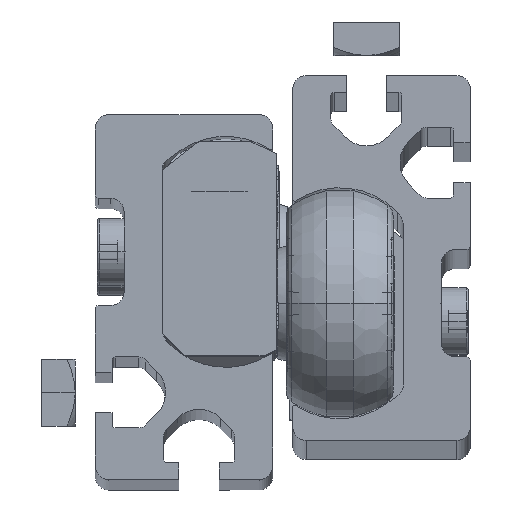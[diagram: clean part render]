
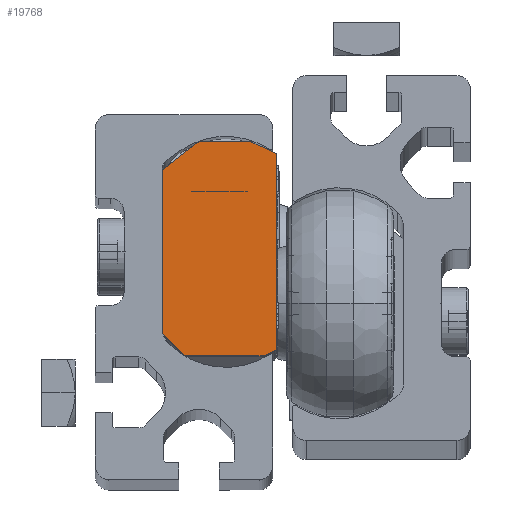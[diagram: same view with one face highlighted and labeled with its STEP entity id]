
A CAD part, top view. The second image highlights one B-rep face of the part: STEP entity #19768.
In plain terms, the highlighted face is planar.
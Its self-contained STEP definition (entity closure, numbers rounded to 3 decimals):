
#1550 = CARTESIAN_POINT ( 'NONE',  ( 19., -15.5, 5.2 ) ) ;
#1733 = VECTOR ( 'NONE', #12296, 1000. ) ;
#1796 = EDGE_CURVE ( 'NONE', #5557, #6353, #19372, .T. ) ;
#2017 = VERTEX_POINT ( 'NONE', #1550 ) ;
#2834 = VECTOR ( 'NONE', #6964, 1000. ) ;
#2837 = AXIS2_PLACEMENT_3D ( 'NONE', #3949, #12701, #14610 ) ;
#3453 = EDGE_CURVE ( 'NONE', #9945, #12717, #22487, .T. ) ;
#3507 = EDGE_LOOP ( 'NONE', ( #18626, #9526, #6089, #20482, #19832, #11605, #21700, #22690 ) ) ;
#3949 = CARTESIAN_POINT ( 'NONE',  ( 19., 1.5, 22.2 ) ) ;
#4078 = EDGE_CURVE ( 'NONE', #7459, #16629, #12542, .T. ) ;
#4159 = EDGE_CURVE ( 'NONE', #2017, #11089, #7263, .T. ) ;
#4205 = CARTESIAN_POINT ( 'NONE',  ( 19., 12.203, 8.5 ) ) ;
#4317 = CARTESIAN_POINT ( 'NONE',  ( 19., 16.5, -4.6 ) ) ;
#4398 = VECTOR ( 'NONE', #17621, 1000. ) ;
#4680 = VECTOR ( 'NONE', #17348, 1000. ) ;
#5557 = VERTEX_POINT ( 'NONE', #13010 ) ;
#5852 = EDGE_CURVE ( 'NONE', #16629, #11089, #14756, .T. ) ;
#5887 = CARTESIAN_POINT ( 'NONE',  ( 19., -15.5, -6.7 ) ) ;
#6089 = ORIENTED_EDGE ( 'NONE', *, *, #20879, .T. ) ;
#6353 = VERTEX_POINT ( 'NONE', #4205 ) ;
#6503 = LINE ( 'NONE', #8197, #4398 ) ;
#6756 = VECTOR ( 'NONE', #14667, 1000. ) ;
#6964 = DIRECTION ( 'NONE',  ( 0., -0.707, -0.707 ) ) ;
#7263 = LINE ( 'NONE', #19700, #6756 ) ;
#7459 = VERTEX_POINT ( 'NONE', #21554 ) ;
#7461 = VECTOR ( 'NONE', #12978, 1000. ) ;
#8197 = CARTESIAN_POINT ( 'NONE',  ( 19., 16.5, -4.6 ) ) ;
#8449 = EDGE_CURVE ( 'NONE', #9945, #7459, #6503, .T. ) ;
#9526 = ORIENTED_EDGE ( 'NONE', *, *, #1796, .F. ) ;
#9945 = VERTEX_POINT ( 'NONE', #13132 ) ;
#10868 = CARTESIAN_POINT ( 'NONE',  ( 19., 14.681, -8.5 ) ) ;
#11084 = LINE ( 'NONE', #16555, #22620 ) ;
#11089 = VERTEX_POINT ( 'NONE', #5887 ) ;
#11605 = ORIENTED_EDGE ( 'NONE', *, *, #4078, .F. ) ;
#11877 = CARTESIAN_POINT ( 'NONE',  ( 19., -12.2, 8.5 ) ) ;
#12296 = DIRECTION ( 'NONE',  ( 0., -1., 0. ) ) ;
#12542 = LINE ( 'NONE', #10868, #1733 ) ;
#12701 = DIRECTION ( 'NONE',  ( -1., 0., 0. ) ) ;
#12717 = VERTEX_POINT ( 'NONE', #18745 ) ;
#12978 = DIRECTION ( 'NONE',  ( 0., -0.423, 0.906 ) ) ;
#13010 = CARTESIAN_POINT ( 'NONE',  ( 19., -12.2, 8.5 ) ) ;
#13132 = CARTESIAN_POINT ( 'NONE',  ( 19., 16.5, -4.6 ) ) ;
#13222 = CARTESIAN_POINT ( 'NONE',  ( 19., -14.661, -8.5 ) ) ;
#13964 = VECTOR ( 'NONE', #22138, 1000. ) ;
#14610 = DIRECTION ( 'NONE',  ( 0., 0., 1. ) ) ;
#14667 = DIRECTION ( 'NONE',  ( 0., 0., -1. ) ) ;
#14756 = LINE ( 'NONE', #13222, #7461 ) ;
#15989 = EDGE_CURVE ( 'NONE', #6353, #12717, #11084, .T. ) ;
#16555 = CARTESIAN_POINT ( 'NONE',  ( 19., 12.203, 8.5 ) ) ;
#16629 = VERTEX_POINT ( 'NONE', #16987 ) ;
#16987 = CARTESIAN_POINT ( 'NONE',  ( 19., -14.661, -8.5 ) ) ;
#17348 = DIRECTION ( 'NONE',  ( 0., 1., 0. ) ) ;
#17621 = DIRECTION ( 'NONE',  ( 0., -0.423, -0.906 ) ) ;
#17707 = CARTESIAN_POINT ( 'NONE',  ( 19., -12.2, 8.5 ) ) ;
#18197 = PLANE ( 'NONE',  #2837 ) ;
#18626 = ORIENTED_EDGE ( 'NONE', *, *, #15989, .F. ) ;
#18745 = CARTESIAN_POINT ( 'NONE',  ( 19., 16.5, 3. ) ) ;
#19372 = LINE ( 'NONE', #17707, #4680 ) ;
#19700 = CARTESIAN_POINT ( 'NONE',  ( 19., -15.5, 5.2 ) ) ;
#19768 = ADVANCED_FACE ( 'NONE', ( #22378 ), #18197, .F. ) ;
#19832 = ORIENTED_EDGE ( 'NONE', *, *, #5852, .F. ) ;
#20482 = ORIENTED_EDGE ( 'NONE', *, *, #4159, .T. ) ;
#20879 = EDGE_CURVE ( 'NONE', #5557, #2017, #21067, .T. ) ;
#21067 = LINE ( 'NONE', #11877, #2834 ) ;
#21554 = CARTESIAN_POINT ( 'NONE',  ( 19., 14.681, -8.5 ) ) ;
#21700 = ORIENTED_EDGE ( 'NONE', *, *, #8449, .F. ) ;
#22138 = DIRECTION ( 'NONE',  ( 0., 0., 1. ) ) ;
#22378 = FACE_OUTER_BOUND ( 'NONE', #3507, .T. ) ;
#22487 = LINE ( 'NONE', #4317, #13964 ) ;
#22620 = VECTOR ( 'NONE', #23632, 1000. ) ;
#22690 = ORIENTED_EDGE ( 'NONE', *, *, #3453, .T. ) ;
#23632 = DIRECTION ( 'NONE',  ( 0., 0.616, -0.788 ) ) ;
